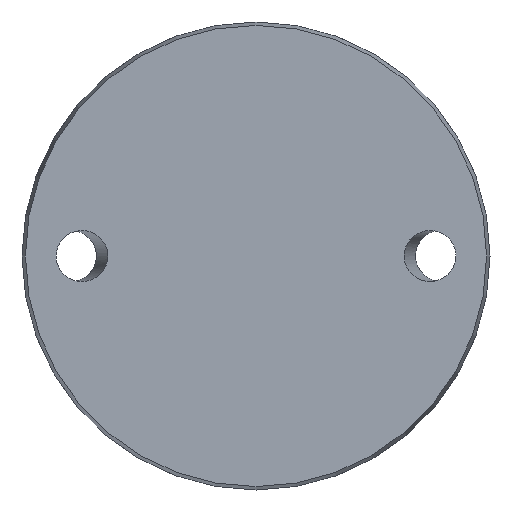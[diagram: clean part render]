
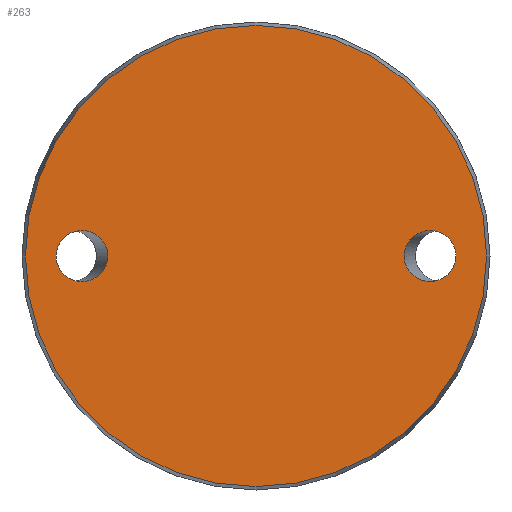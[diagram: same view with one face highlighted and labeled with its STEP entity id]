
A CAD part, front view. The second image highlights one B-rep face of the part: STEP entity #263.
In plain terms, the highlighted planar face has unit normal (0, -1, 0).
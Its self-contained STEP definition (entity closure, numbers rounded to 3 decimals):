
#7 = CARTESIAN_POINT ( 'NONE',  ( 33.309, 0., 8.5 ) ) ;
#47 = VERTEX_POINT ( 'NONE', #681 ) ;
#56 = FACE_BOUND ( 'NONE', #694, .T. ) ;
#74 = CARTESIAN_POINT ( 'NONE',  ( -24.691, 0., 0. ) ) ;
#77 = CARTESIAN_POINT ( 'NONE',  ( -33.309, 0., 0. ) ) ;
#90 = DIRECTION ( 'NONE',  ( 0., 0., -1. ) ) ;
#92 = CARTESIAN_POINT ( 'NONE',  ( 0., 0., -38.425 ) ) ;
#111 = EDGE_CURVE ( 'NONE', #47, #47, #509, .T. ) ;
#123 = CARTESIAN_POINT ( 'NONE',  ( -24.691, 0., 8.5 ) ) ;
#126 = CARTESIAN_POINT ( 'NONE',  ( -33.309, 0., 0. ) ) ;
#151 = DIRECTION ( 'NONE',  ( 0., -1., 0. ) ) ;
#163 = CARTESIAN_POINT ( 'NONE',  ( -38.425, 0., 0. ) ) ;
#184 = EDGE_CURVE ( 'NONE', #190, #190, #504, .T. ) ;
#190 = VERTEX_POINT ( 'NONE', #92 ) ;
#201 = DIRECTION ( 'NONE',  ( 0., 1., 0. ) ) ;
#219 = CARTESIAN_POINT ( 'NONE',  ( 24.691, 0., 8.5 ) ) ;
#223 = PLANE ( 'NONE',  #493 ) ;
#232 = CARTESIAN_POINT ( 'NONE',  ( 33.309, 0., 0. ) ) ;
#233 = ORIENTED_EDGE ( 'NONE', *, *, #111, .T. ) ;
#263 = ADVANCED_FACE ( 'NONE', ( #688, #56, #534 ), #223, .F. ) ;
#272 = CARTESIAN_POINT ( 'NONE',  ( 33.309, 0., -8.5 ) ) ;
#303 = EDGE_CURVE ( 'NONE', #693, #693, #580, .T. ) ;
#310 = CARTESIAN_POINT ( 'NONE',  ( 33.309, 0., 0. ) ) ;
#314 = CARTESIAN_POINT ( 'NONE',  ( 0., 0., 0. ) ) ;
#328 = ORIENTED_EDGE ( 'NONE', *, *, #303, .T. ) ;
#338 = CARTESIAN_POINT ( 'NONE',  ( -33.309, 0., -8.5 ) ) ;
#475 = CARTESIAN_POINT ( 'NONE',  ( 33.309, 0., 0. ) ) ;
#493 = AXIS2_PLACEMENT_3D ( 'NONE', #163, #201, #591 ) ;
#494 = CARTESIAN_POINT ( 'NONE',  ( 24.691, 0., -8.5 ) ) ;
#501 = EDGE_LOOP ( 'NONE', ( #672 ) ) ;
#504 = CIRCLE ( 'NONE', #618, 38.425 ) ;
#509 =( BOUNDED_CURVE ( )  B_SPLINE_CURVE ( 3, ( #126, #518, #123, #74, #510, #338, #77 ),
 .UNSPECIFIED., .T., .T. ) 
 B_SPLINE_CURVE_WITH_KNOTS ( ( 4, 3, 4 ),
 ( 0., 3.142, 6.283 ),
 .UNSPECIFIED. ) 
 CURVE ( )  GEOMETRIC_REPRESENTATION_ITEM ( )  RATIONAL_B_SPLINE_CURVE ( ( 1., 0.333, 0.333, 1., 0.333, 0.333, 1. ) ) 
 REPRESENTATION_ITEM ( '' )  );
#510 = CARTESIAN_POINT ( 'NONE',  ( -24.691, 0., -8.5 ) ) ;
#518 = CARTESIAN_POINT ( 'NONE',  ( -33.309, 0., 8.5 ) ) ;
#524 = EDGE_LOOP ( 'NONE', ( #233 ) ) ;
#534 = FACE_OUTER_BOUND ( 'NONE', #501, .T. ) ;
#580 =( BOUNDED_CURVE ( )  B_SPLINE_CURVE ( 3, ( #310, #272, #494, #704, #219, #7, #232 ),
 .UNSPECIFIED., .T., .T. ) 
 B_SPLINE_CURVE_WITH_KNOTS ( ( 4, 3, 4 ),
 ( 0., 3.142, 6.283 ),
 .UNSPECIFIED. ) 
 CURVE ( )  GEOMETRIC_REPRESENTATION_ITEM ( )  RATIONAL_B_SPLINE_CURVE ( ( 1., 0.333, 0.333, 1., 0.333, 0.333, 1. ) ) 
 REPRESENTATION_ITEM ( '' )  );
#591 = DIRECTION ( 'NONE',  ( 0., 0., 1. ) ) ;
#618 = AXIS2_PLACEMENT_3D ( 'NONE', #314, #151, #90 ) ;
#672 = ORIENTED_EDGE ( 'NONE', *, *, #184, .T. ) ;
#681 = CARTESIAN_POINT ( 'NONE',  ( -33.309, 0., 0. ) ) ;
#688 = FACE_BOUND ( 'NONE', #524, .T. ) ;
#693 = VERTEX_POINT ( 'NONE', #475 ) ;
#694 = EDGE_LOOP ( 'NONE', ( #328 ) ) ;
#704 = CARTESIAN_POINT ( 'NONE',  ( 24.691, 0., 0. ) ) ;
